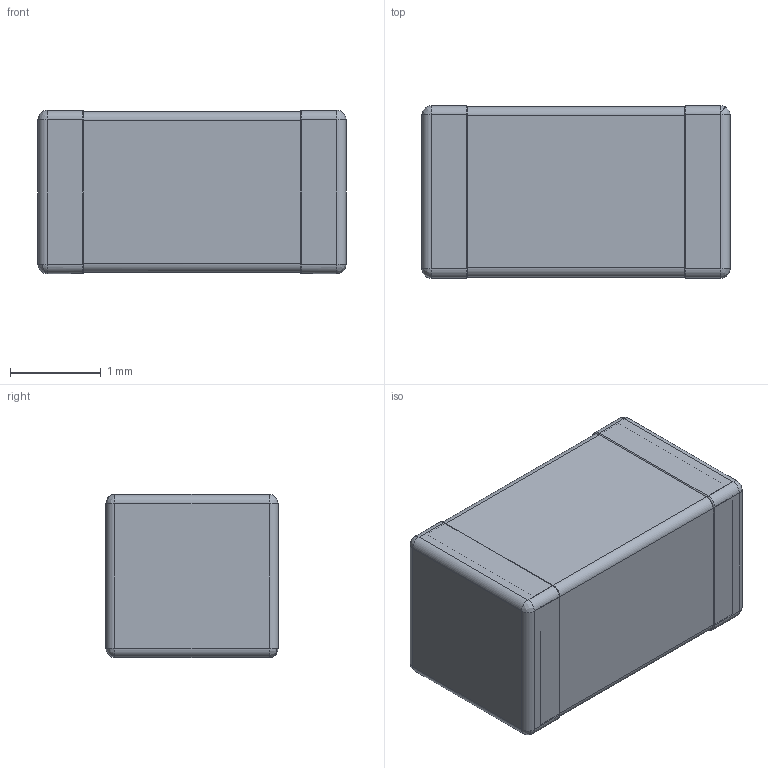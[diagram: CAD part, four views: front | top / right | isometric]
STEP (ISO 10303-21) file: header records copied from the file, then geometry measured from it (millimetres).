
FILE_DESCRIPTION (( 'STEP AP214' ), '1' );
FILE_NAME ('C1206.STEP', '2017-04-07T02:30:05', ( '' ), ( '' ), 'SwSTEP 2.0', 'SolidWorks 2016', '' );
FILE_SCHEMA (( 'AUTOMOTIVE_DESIGN' ));
Length unit declared in the file: millimetre
Products named in the file (2): 74807; C1206
Assembly tree (1 placements, depth 2):
  C1206
    74807
Bounding box: 3.4 x 1.9 x 1.8 mm (x, y, z)
Volume: 11.4 mm3; surface area: 54.9 mm2
Topology: 6 solids, 6 shells, 178 faces, 437 edges, 251 vertices
Faces by surface type: plane 83, cylinder 52, bspline 43
Entity records: 7729 total; most frequent: CARTESIAN_POINT 1713, ORIENTED_EDGE 836, DIRECTION 809, EDGE_CURVE 418, AXIS2_PLACEMENT_3D 276, VECTOR 257, LINE 257, VERTEX_POINT 252
